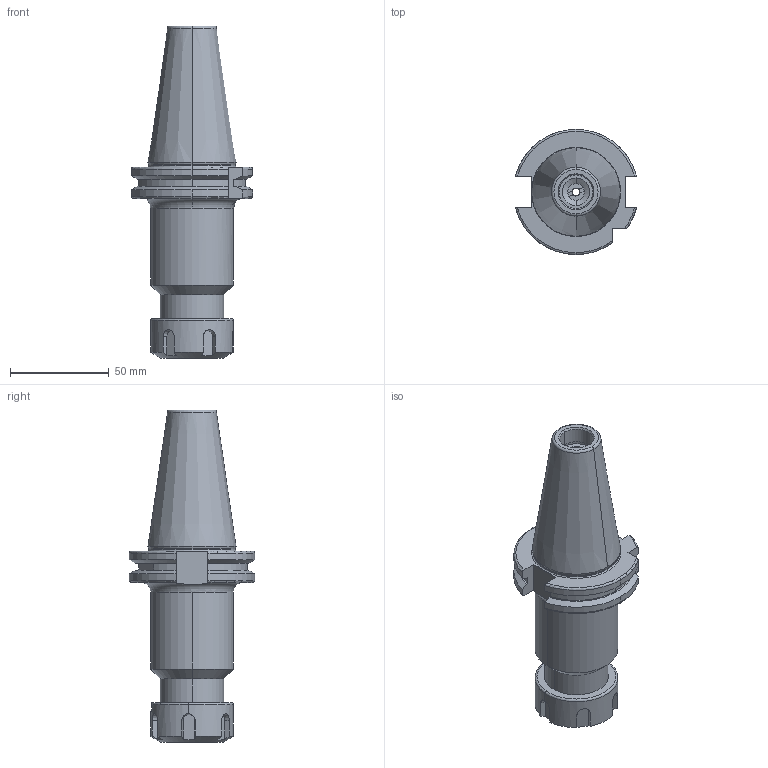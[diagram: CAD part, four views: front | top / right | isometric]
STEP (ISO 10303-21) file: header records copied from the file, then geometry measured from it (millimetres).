
FILE_DESCRIPTION (( 'STEP AP203' ), '1' );
FILE_NAME ('91406-ER125100.STEP', '2016-09-08T03:48:31', ( '' ), ( '' ), 'SwSTEP 2.0', 'SolidWorks 2009', '' );
FILE_SCHEMA (( 'CONFIG_CONTROL_DESIGN' ));
Length unit declared in the file: millimetre
Products named in the file (4): 91406-ER125100; SK40CCHER25100WW; FTSCWM18X150; FTNUTER25
Assembly tree (3 placements, depth 2):
  91406-ER125100
    SK40CCHER25100WW
    FTSCWM18X150
    FTNUTER25
Bounding box: 61.48 x 63.55 x 168.4 mm (x, y, z)
Volume: 185256 mm3; surface area: 39941.6 mm2
Topology: 3 solids, 3 shells, 185 faces, 471 edges, 300 vertices
Faces by surface type: plane 70, cylinder 46, cone 42, torus 26, bspline 1
Entity records: 6471 total; most frequent: CARTESIAN_POINT 1524, DIRECTION 996, ORIENTED_EDGE 942, EDGE_CURVE 471, AXIS2_PLACEMENT_3D 402, VERTEX_POINT 300, CIRCLE 212, EDGE_LOOP 199
